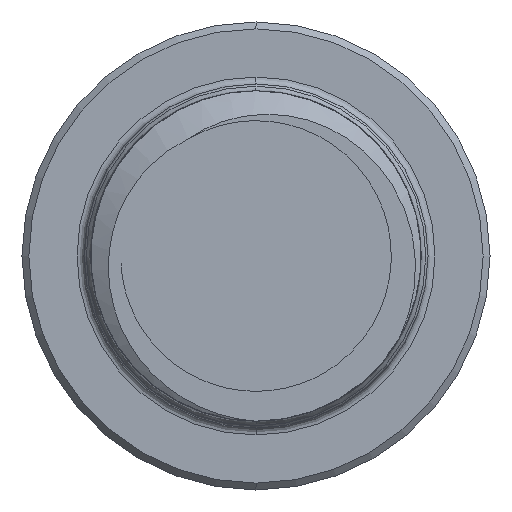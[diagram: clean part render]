
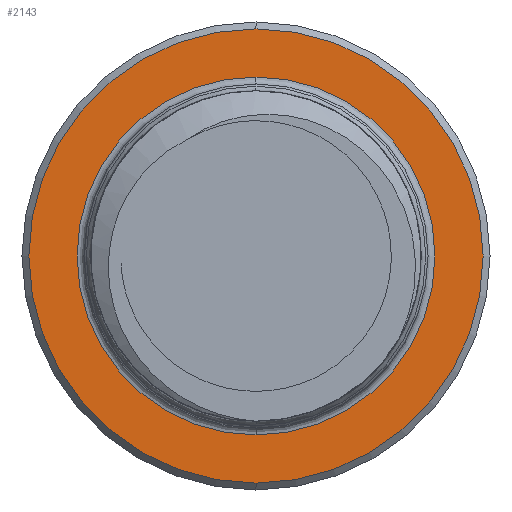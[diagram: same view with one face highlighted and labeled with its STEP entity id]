
A CAD part, left-side view. The second image highlights one B-rep face of the part: STEP entity #2143.
In plain terms, the highlighted planar face has unit normal (-1, 0, 0).
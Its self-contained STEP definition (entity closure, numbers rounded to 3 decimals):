
#47 = DIRECTION ( 'NONE',  ( 0., 0., -1. ) ) ;
#58 = DIRECTION ( 'NONE',  ( 1., 0., 0. ) ) ;
#148 = FACE_OUTER_BOUND ( 'NONE', #4681, .T. ) ;
#476 = DIRECTION ( 'NONE',  ( 0., 0., -1. ) ) ;
#609 = CARTESIAN_POINT ( 'NONE',  ( 548., 0., -16.5 ) ) ;
#742 = AXIS2_PLACEMENT_3D ( 'NONE', #7047, #3790, #476 ) ;
#778 = ORIENTED_EDGE ( 'NONE', *, *, #5729, .T. ) ;
#1025 = ORIENTED_EDGE ( 'NONE', *, *, #5850, .T. ) ;
#1131 = PLANE ( 'NONE',  #5712 ) ;
#1267 = VERTEX_POINT ( 'NONE', #4379 ) ;
#1586 = FACE_BOUND ( 'NONE', #5870, .T. ) ;
#1899 = AXIS2_PLACEMENT_3D ( 'NONE', #3363, #58, #3912 ) ;
#2143 = ADVANCED_FACE ( 'NONE', ( #148, #1586 ), #1131, .F. ) ;
#2244 = CARTESIAN_POINT ( 'NONE',  ( 548., 0., 0. ) ) ;
#2293 = CIRCLE ( 'NONE', #6620, 16.5 ) ;
#2408 = DIRECTION ( 'NONE',  ( -1., 0., 0. ) ) ;
#2426 = EDGE_CURVE ( 'NONE', #1267, #6573, #6912, .T. ) ;
#2456 = VERTEX_POINT ( 'NONE', #609 ) ;
#3085 = CARTESIAN_POINT ( 'NONE',  ( 548., 0., 0. ) ) ;
#3241 = ORIENTED_EDGE ( 'NONE', *, *, #2426, .T. ) ;
#3355 = DIRECTION ( 'NONE',  ( 1., 0., 0. ) ) ;
#3363 = CARTESIAN_POINT ( 'NONE',  ( 548., 0., 0. ) ) ;
#3406 = ORIENTED_EDGE ( 'NONE', *, *, #6516, .T. ) ;
#3639 = DIRECTION ( 'NONE',  ( 0., 0., -1. ) ) ;
#3669 = CIRCLE ( 'NONE', #6018, 13. ) ;
#3790 = DIRECTION ( 'NONE',  ( -1., 0., 0. ) ) ;
#3912 = DIRECTION ( 'NONE',  ( 0., 0., -1. ) ) ;
#4379 = CARTESIAN_POINT ( 'NONE',  ( 548., 0., -13. ) ) ;
#4577 = VERTEX_POINT ( 'NONE', #4748 ) ;
#4681 = EDGE_LOOP ( 'NONE', ( #1025, #3406 ) ) ;
#4748 = CARTESIAN_POINT ( 'NONE',  ( 548., 0., 16.5 ) ) ;
#4952 = CIRCLE ( 'NONE', #742, 16.5 ) ;
#5140 = CARTESIAN_POINT ( 'NONE',  ( 548., 0., 13. ) ) ;
#5685 = CARTESIAN_POINT ( 'NONE',  ( 548., 0., 0. ) ) ;
#5712 = AXIS2_PLACEMENT_3D ( 'NONE', #2244, #3355, #47 ) ;
#5729 = EDGE_CURVE ( 'NONE', #6573, #1267, #3669, .T. ) ;
#5850 = EDGE_CURVE ( 'NONE', #2456, #4577, #4952, .T. ) ;
#5870 = EDGE_LOOP ( 'NONE', ( #3241, #778 ) ) ;
#6018 = AXIS2_PLACEMENT_3D ( 'NONE', #3085, #6901, #3639 ) ;
#6233 = DIRECTION ( 'NONE',  ( 0., 0., -1. ) ) ;
#6516 = EDGE_CURVE ( 'NONE', #4577, #2456, #2293, .T. ) ;
#6573 = VERTEX_POINT ( 'NONE', #5140 ) ;
#6620 = AXIS2_PLACEMENT_3D ( 'NONE', #5685, #2408, #6233 ) ;
#6901 = DIRECTION ( 'NONE',  ( 1., 0., 0. ) ) ;
#6912 = CIRCLE ( 'NONE', #1899, 13. ) ;
#7047 = CARTESIAN_POINT ( 'NONE',  ( 548., 0., 0. ) ) ;
